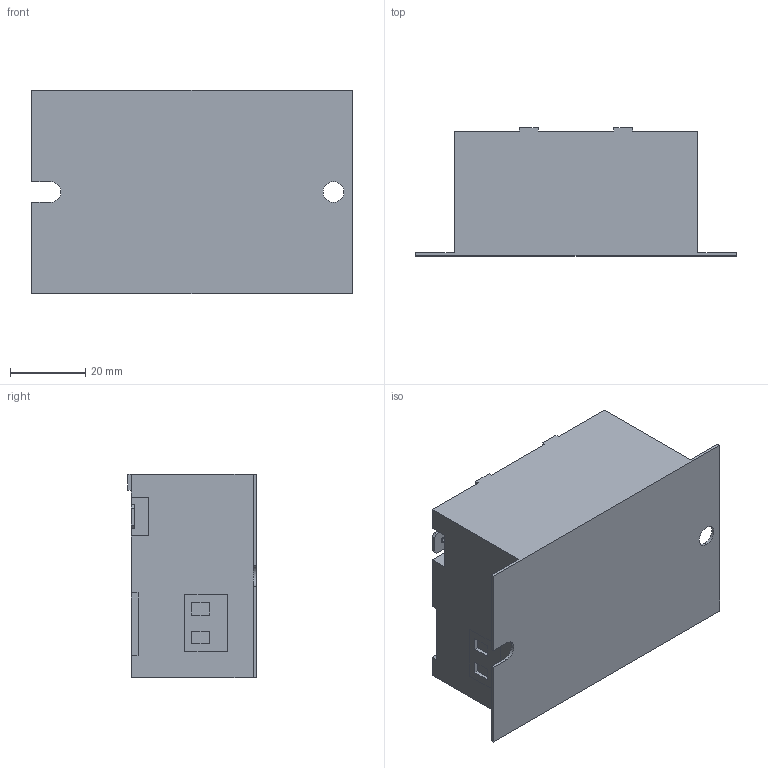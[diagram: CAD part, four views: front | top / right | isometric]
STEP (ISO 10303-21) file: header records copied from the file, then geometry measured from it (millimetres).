
FILE_DESCRIPTION (( 'STEP AP214' ), '1' );
FILE_NAME ('773268.STEP', '2023-09-08T09:09:11', ( '' ), ( '' ), 'SwSTEP 2.0', 'SolidWorks 2018', '' );
FILE_SCHEMA (( 'AUTOMOTIVE_DESIGN' ));
Length unit declared in the file: millimetre
Products named in the file (1): 773268
Bounding box: 85 x 34 x 53.8 mm (x, y, z)
Volume: 113890.9 mm3; surface area: 17761.1 mm2
Topology: 1 solids, 1 shells, 269 faces, 692 edges, 464 vertices
Faces by surface type: plane 238, cylinder 31
Entity records: 8118 total; most frequent: CARTESIAN_POINT 1426, ORIENTED_EDGE 1384, DIRECTION 1294, EDGE_CURVE 692, LINE 630, VECTOR 630, VERTEX_POINT 464, AXIS2_PLACEMENT_3D 332
